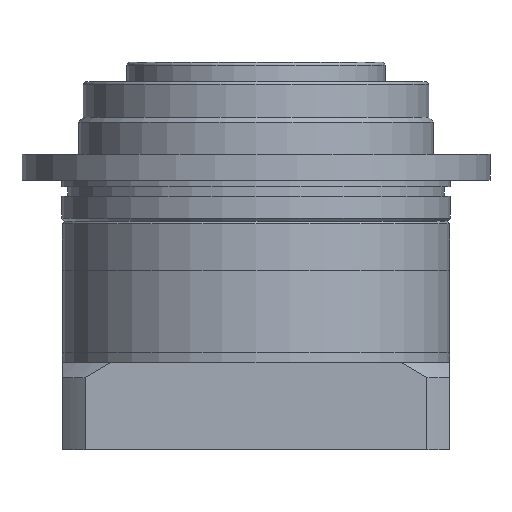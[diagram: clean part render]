
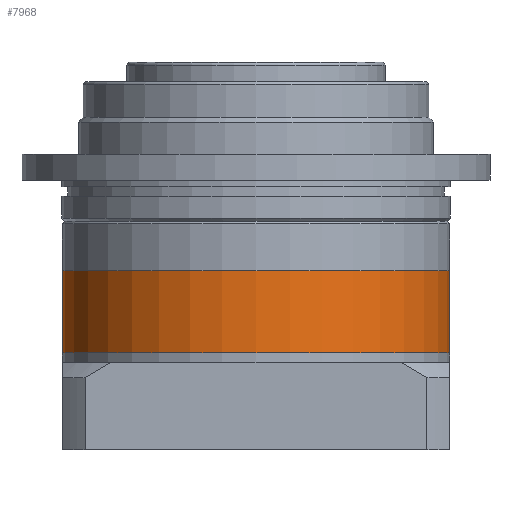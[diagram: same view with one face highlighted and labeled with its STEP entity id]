
A CAD part, front view. The second image highlights one B-rep face of the part: STEP entity #7968.
In plain terms, the highlighted cylindrical face has radius 60 mm (diameter 120 mm), a partial arc.
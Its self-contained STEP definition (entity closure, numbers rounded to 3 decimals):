
#353 = DIRECTION ( 'NONE',  ( 0., 0., -1. ) ) ;
#383 = DIRECTION ( 'NONE',  ( 0., 0., 1. ) ) ;
#502 = AXIS2_PLACEMENT_3D ( 'NONE', #5548, #3686, #8102 ) ;
#658 = EDGE_LOOP ( 'NONE', ( #1690, #4901, #3653, #1671 ) ) ;
#718 = AXIS2_PLACEMENT_3D ( 'NONE', #7008, #3237, #7645 ) ;
#1671 = ORIENTED_EDGE ( 'NONE', *, *, #3967, .T. ) ;
#1690 = ORIENTED_EDGE ( 'NONE', *, *, #2563, .F. ) ;
#1800 = FACE_OUTER_BOUND ( 'NONE', #658, .T. ) ;
#2301 = VERTEX_POINT ( 'NONE', #2762 ) ;
#2563 = EDGE_CURVE ( 'NONE', #7263, #6230, #2800, .T. ) ;
#2762 = CARTESIAN_POINT ( 'NONE',  ( -60., 0., 3. ) ) ;
#2800 = LINE ( 'NONE', #6474, #7659 ) ;
#2820 = CARTESIAN_POINT ( 'NONE',  ( -60., 0., 28.5 ) ) ;
#3237 = DIRECTION ( 'NONE',  ( 0., 0., 1. ) ) ;
#3306 = CYLINDRICAL_SURFACE ( 'NONE', #502, 60. ) ;
#3653 = ORIENTED_EDGE ( 'NONE', *, *, #5375, .T. ) ;
#3686 = DIRECTION ( 'NONE',  ( 0., 0., -1. ) ) ;
#3967 = EDGE_CURVE ( 'NONE', #2301, #6230, #4589, .T. ) ;
#4180 = VERTEX_POINT ( 'NONE', #2820 ) ;
#4189 = CARTESIAN_POINT ( 'NONE',  ( 0., 0., 28.5 ) ) ;
#4589 = CIRCLE ( 'NONE', #718, 60. ) ;
#4820 = DIRECTION ( 'NONE',  ( 1., 0., 0. ) ) ;
#4901 = ORIENTED_EDGE ( 'NONE', *, *, #7514, .F. ) ;
#5031 = LINE ( 'NONE', #7691, #6692 ) ;
#5111 = CARTESIAN_POINT ( 'NONE',  ( 60., 0., 28.5 ) ) ;
#5375 = EDGE_CURVE ( 'NONE', #4180, #2301, #5031, .T. ) ;
#5512 = CIRCLE ( 'NONE', #6063, 60. ) ;
#5548 = CARTESIAN_POINT ( 'NONE',  ( 0., 0., 43.75 ) ) ;
#5589 = CARTESIAN_POINT ( 'NONE',  ( 60., 0., 3. ) ) ;
#6063 = AXIS2_PLACEMENT_3D ( 'NONE', #4189, #383, #4820 ) ;
#6230 = VERTEX_POINT ( 'NONE', #5589 ) ;
#6474 = CARTESIAN_POINT ( 'NONE',  ( 60., 0., 43.75 ) ) ;
#6692 = VECTOR ( 'NONE', #7664, 1000. ) ;
#7008 = CARTESIAN_POINT ( 'NONE',  ( 0., 0., 3. ) ) ;
#7263 = VERTEX_POINT ( 'NONE', #5111 ) ;
#7514 = EDGE_CURVE ( 'NONE', #4180, #7263, #5512, .T. ) ;
#7645 = DIRECTION ( 'NONE',  ( 1., 0., 0. ) ) ;
#7659 = VECTOR ( 'NONE', #353, 1000. ) ;
#7664 = DIRECTION ( 'NONE',  ( 0., 0., -1. ) ) ;
#7691 = CARTESIAN_POINT ( 'NONE',  ( -60., 0., 43.75 ) ) ;
#7968 = ADVANCED_FACE ( 'NONE', ( #1800 ), #3306, .T. ) ;
#8102 = DIRECTION ( 'NONE',  ( -1., 0., 0. ) ) ;
